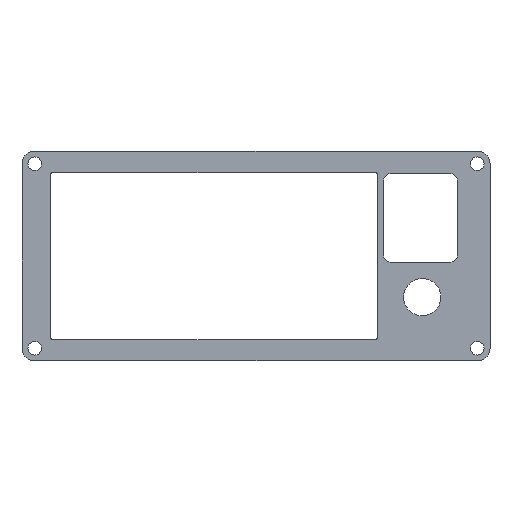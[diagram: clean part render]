
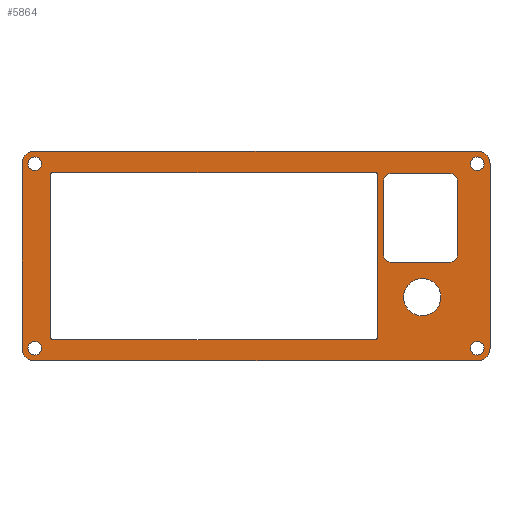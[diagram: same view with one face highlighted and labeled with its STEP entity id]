
A CAD part, top view. The second image highlights one B-rep face of the part: STEP entity #5864.
In plain terms, the highlighted planar face has unit normal (0, 0, 1).
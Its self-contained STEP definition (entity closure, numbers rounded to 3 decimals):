
#49=CIRCLE('',#6006,4.4);
#50=CIRCLE('',#6008,1.6);
#51=CIRCLE('',#6011,0.7);
#52=CIRCLE('',#6014,0.7);
#53=CIRCLE('',#6017,0.7);
#54=CIRCLE('',#6020,0.7);
#55=CIRCLE('',#6022,1.6);
#56=CIRCLE('',#6024,1.88);
#57=CIRCLE('',#6027,1.88);
#58=CIRCLE('',#6030,1.88);
#59=CIRCLE('',#6033,1.88);
#60=CIRCLE('',#6036,1.6);
#61=CIRCLE('',#6038,1.6);
#62=CIRCLE('',#6041,3.);
#63=CIRCLE('',#6044,3.);
#64=CIRCLE('',#6047,3.);
#65=CIRCLE('',#6050,3.);
#94=FACE_BOUND('',#1271,.T.);
#95=FACE_BOUND('',#1272,.T.);
#96=FACE_BOUND('',#1273,.T.);
#97=FACE_BOUND('',#1274,.T.);
#98=FACE_BOUND('',#1275,.T.);
#99=FACE_BOUND('',#1276,.T.);
#100=FACE_BOUND('',#1277,.T.);
#930=FACE_OUTER_BOUND('',#1270,.T.);
#1270=EDGE_LOOP('',(#5395,#5396,#5397,#5398,#5399,#5400,#5401,#5402));
#1271=EDGE_LOOP('',(#5403));
#1272=EDGE_LOOP('',(#5404));
#1273=EDGE_LOOP('',(#5405,#5406,#5407,#5408,#5409,#5410,#5411,#5412));
#1274=EDGE_LOOP('',(#5413));
#1275=EDGE_LOOP('',(#5414,#5415,#5416,#5417,#5418,#5419,#5420,#5421));
#1276=EDGE_LOOP('',(#5422));
#1277=EDGE_LOOP('',(#5423));
#1728=LINE('',#11481,#2215);
#1731=LINE('',#11489,#2218);
#1734=LINE('',#11497,#2221);
#1737=LINE('',#11505,#2224);
#1742=LINE('',#11521,#2229);
#1745=LINE('',#11529,#2232);
#1748=LINE('',#11537,#2235);
#1751=LINE('',#11544,#2238);
#1755=LINE('',#11557,#2242);
#1758=LINE('',#11565,#2245);
#1761=LINE('',#11573,#2248);
#1764=LINE('',#11581,#2251);
#2215=VECTOR('',#6764,10.);
#2218=VECTOR('',#6773,10.);
#2221=VECTOR('',#6782,10.);
#2224=VECTOR('',#6791,10.);
#2229=VECTOR('',#6810,10.);
#2232=VECTOR('',#6819,10.);
#2235=VECTOR('',#6828,10.);
#2238=VECTOR('',#6837,10.);
#2242=VECTOR('',#6851,10.);
#2245=VECTOR('',#6860,10.);
#2248=VECTOR('',#6869,10.);
#2251=VECTOR('',#6878,10.);
#2802=VERTEX_POINT('',#11470);
#2803=VERTEX_POINT('',#11474);
#2804=VERTEX_POINT('',#11478);
#2805=VERTEX_POINT('',#11480);
#2806=VERTEX_POINT('',#11484);
#2807=VERTEX_POINT('',#11488);
#2808=VERTEX_POINT('',#11492);
#2809=VERTEX_POINT('',#11496);
#2810=VERTEX_POINT('',#11500);
#2811=VERTEX_POINT('',#11504);
#2812=VERTEX_POINT('',#11510);
#2813=VERTEX_POINT('',#11514);
#2814=VERTEX_POINT('',#11516);
#2815=VERTEX_POINT('',#11520);
#2816=VERTEX_POINT('',#11524);
#2817=VERTEX_POINT('',#11528);
#2818=VERTEX_POINT('',#11532);
#2819=VERTEX_POINT('',#11536);
#2820=VERTEX_POINT('',#11540);
#2821=VERTEX_POINT('',#11546);
#2822=VERTEX_POINT('',#11550);
#2823=VERTEX_POINT('',#11554);
#2824=VERTEX_POINT('',#11556);
#2825=VERTEX_POINT('',#11560);
#2826=VERTEX_POINT('',#11564);
#2827=VERTEX_POINT('',#11568);
#2828=VERTEX_POINT('',#11572);
#2829=VERTEX_POINT('',#11576);
#2830=VERTEX_POINT('',#11580);
#3640=EDGE_CURVE('',#2802,#2802,#49,.T.);
#3642=EDGE_CURVE('',#2803,#2803,#50,.T.);
#3645=EDGE_CURVE('',#2805,#2804,#1728,.T.);
#3647=EDGE_CURVE('',#2806,#2805,#51,.T.);
#3649=EDGE_CURVE('',#2807,#2806,#1731,.T.);
#3651=EDGE_CURVE('',#2808,#2807,#52,.T.);
#3653=EDGE_CURVE('',#2809,#2808,#1734,.T.);
#3655=EDGE_CURVE('',#2810,#2809,#53,.T.);
#3657=EDGE_CURVE('',#2811,#2810,#1737,.T.);
#3659=EDGE_CURVE('',#2804,#2811,#54,.T.);
#3660=EDGE_CURVE('',#2812,#2812,#55,.T.);
#3663=EDGE_CURVE('',#2814,#2813,#56,.T.);
#3665=EDGE_CURVE('',#2815,#2814,#1742,.T.);
#3667=EDGE_CURVE('',#2816,#2815,#57,.T.);
#3669=EDGE_CURVE('',#2817,#2816,#1745,.T.);
#3671=EDGE_CURVE('',#2818,#2817,#58,.T.);
#3673=EDGE_CURVE('',#2819,#2818,#1748,.T.);
#3675=EDGE_CURVE('',#2820,#2819,#59,.T.);
#3677=EDGE_CURVE('',#2813,#2820,#1751,.T.);
#3678=EDGE_CURVE('',#2821,#2821,#60,.T.);
#3680=EDGE_CURVE('',#2822,#2822,#61,.T.);
#3683=EDGE_CURVE('',#2824,#2823,#1755,.T.);
#3685=EDGE_CURVE('',#2825,#2824,#62,.T.);
#3687=EDGE_CURVE('',#2826,#2825,#1758,.T.);
#3689=EDGE_CURVE('',#2827,#2826,#63,.T.);
#3691=EDGE_CURVE('',#2828,#2827,#1761,.T.);
#3693=EDGE_CURVE('',#2829,#2828,#64,.T.);
#3695=EDGE_CURVE('',#2830,#2829,#1764,.T.);
#3697=EDGE_CURVE('',#2823,#2830,#65,.T.);
#5395=ORIENTED_EDGE('',*,*,#3697,.T.);
#5396=ORIENTED_EDGE('',*,*,#3695,.T.);
#5397=ORIENTED_EDGE('',*,*,#3693,.T.);
#5398=ORIENTED_EDGE('',*,*,#3691,.T.);
#5399=ORIENTED_EDGE('',*,*,#3689,.T.);
#5400=ORIENTED_EDGE('',*,*,#3687,.T.);
#5401=ORIENTED_EDGE('',*,*,#3685,.T.);
#5402=ORIENTED_EDGE('',*,*,#3683,.T.);
#5403=ORIENTED_EDGE('',*,*,#3680,.T.);
#5404=ORIENTED_EDGE('',*,*,#3678,.T.);
#5405=ORIENTED_EDGE('',*,*,#3677,.T.);
#5406=ORIENTED_EDGE('',*,*,#3675,.T.);
#5407=ORIENTED_EDGE('',*,*,#3673,.T.);
#5408=ORIENTED_EDGE('',*,*,#3671,.T.);
#5409=ORIENTED_EDGE('',*,*,#3669,.T.);
#5410=ORIENTED_EDGE('',*,*,#3667,.T.);
#5411=ORIENTED_EDGE('',*,*,#3665,.T.);
#5412=ORIENTED_EDGE('',*,*,#3663,.T.);
#5413=ORIENTED_EDGE('',*,*,#3660,.T.);
#5414=ORIENTED_EDGE('',*,*,#3659,.T.);
#5415=ORIENTED_EDGE('',*,*,#3657,.T.);
#5416=ORIENTED_EDGE('',*,*,#3655,.T.);
#5417=ORIENTED_EDGE('',*,*,#3653,.T.);
#5418=ORIENTED_EDGE('',*,*,#3651,.T.);
#5419=ORIENTED_EDGE('',*,*,#3649,.T.);
#5420=ORIENTED_EDGE('',*,*,#3647,.T.);
#5421=ORIENTED_EDGE('',*,*,#3645,.T.);
#5422=ORIENTED_EDGE('',*,*,#3642,.T.);
#5423=ORIENTED_EDGE('',*,*,#3640,.T.);
#5552=PLANE('',#6051);
#5864=ADVANCED_FACE('',(#930,#94,#95,#96,#97,#98,#99,#100),#5552,.T.);
#6006=AXIS2_PLACEMENT_3D('',#11471,#6753,#6754);
#6008=AXIS2_PLACEMENT_3D('',#11475,#6758,#6759);
#6011=AXIS2_PLACEMENT_3D('',#11485,#6768,#6769);
#6014=AXIS2_PLACEMENT_3D('',#11493,#6777,#6778);
#6017=AXIS2_PLACEMENT_3D('',#11501,#6786,#6787);
#6020=AXIS2_PLACEMENT_3D('',#11508,#6795,#6796);
#6022=AXIS2_PLACEMENT_3D('',#11511,#6799,#6800);
#6024=AXIS2_PLACEMENT_3D('',#11517,#6805,#6806);
#6027=AXIS2_PLACEMENT_3D('',#11525,#6814,#6815);
#6030=AXIS2_PLACEMENT_3D('',#11533,#6823,#6824);
#6033=AXIS2_PLACEMENT_3D('',#11541,#6832,#6833);
#6036=AXIS2_PLACEMENT_3D('',#11547,#6840,#6841);
#6038=AXIS2_PLACEMENT_3D('',#11551,#6845,#6846);
#6041=AXIS2_PLACEMENT_3D('',#11561,#6855,#6856);
#6044=AXIS2_PLACEMENT_3D('',#11569,#6864,#6865);
#6047=AXIS2_PLACEMENT_3D('',#11577,#6873,#6874);
#6050=AXIS2_PLACEMENT_3D('',#11584,#6882,#6883);
#6051=AXIS2_PLACEMENT_3D('',#11585,#6884,#6885);
#6753=DIRECTION('center_axis',(0.,0.,-1.));
#6754=DIRECTION('ref_axis',(-1.,0.,0.));
#6758=DIRECTION('center_axis',(0.,0.,-1.));
#6759=DIRECTION('ref_axis',(-1.,0.,0.));
#6764=DIRECTION('',(0.,1.,0.));
#6768=DIRECTION('center_axis',(0.,0.,-1.));
#6769=DIRECTION('ref_axis',(-1.,0.,0.));
#6773=DIRECTION('',(-1.,0.,0.));
#6777=DIRECTION('center_axis',(0.,0.,-1.));
#6778=DIRECTION('ref_axis',(0.,-1.,0.));
#6782=DIRECTION('',(0.,-1.,0.));
#6786=DIRECTION('center_axis',(0.,0.,-1.));
#6787=DIRECTION('ref_axis',(1.,0.,0.));
#6791=DIRECTION('',(1.,0.,0.));
#6795=DIRECTION('center_axis',(0.,0.,-1.));
#6796=DIRECTION('ref_axis',(0.,1.,0.));
#6799=DIRECTION('center_axis',(0.,0.,-1.));
#6800=DIRECTION('ref_axis',(-1.,0.,0.));
#6805=DIRECTION('center_axis',(0.,0.,-1.));
#6806=DIRECTION('ref_axis',(0.,1.,0.));
#6810=DIRECTION('',(0.,1.,0.));
#6814=DIRECTION('center_axis',(0.,0.,-1.));
#6815=DIRECTION('ref_axis',(-1.,0.,0.));
#6819=DIRECTION('',(-1.,0.,0.));
#6823=DIRECTION('center_axis',(0.,0.,-1.));
#6824=DIRECTION('ref_axis',(0.,-1.,0.));
#6828=DIRECTION('',(0.,-1.,0.));
#6832=DIRECTION('center_axis',(0.,0.,-1.));
#6833=DIRECTION('ref_axis',(1.,0.,0.));
#6837=DIRECTION('',(1.,0.,0.));
#6840=DIRECTION('center_axis',(0.,0.,-1.));
#6841=DIRECTION('ref_axis',(-1.,0.,0.));
#6845=DIRECTION('center_axis',(0.,0.,-1.));
#6846=DIRECTION('ref_axis',(-1.,0.,0.));
#6851=DIRECTION('',(-1.,0.,0.));
#6855=DIRECTION('center_axis',(0.,0.,1.));
#6856=DIRECTION('ref_axis',(1.,0.,0.));
#6860=DIRECTION('',(0.,1.,0.));
#6864=DIRECTION('center_axis',(0.,0.,1.));
#6865=DIRECTION('ref_axis',(0.,-1.,0.));
#6869=DIRECTION('',(1.,0.,0.));
#6873=DIRECTION('center_axis',(0.,0.,1.));
#6874=DIRECTION('ref_axis',(-1.,0.,0.));
#6878=DIRECTION('',(0.,-1.,0.));
#6882=DIRECTION('center_axis',(0.,0.,1.));
#6883=DIRECTION('ref_axis',(0.,1.,0.));
#6884=DIRECTION('center_axis',(0.,0.,1.));
#6885=DIRECTION('ref_axis',(-1.,0.,0.));
#11470=CARTESIAN_POINT('',(193.676,-79.23,13.));
#11471=CARTESIAN_POINT('Origin',(189.276,-79.23,13.));
#11474=CARTESIAN_POINT('',(203.9,-47.7,13.));
#11475=CARTESIAN_POINT('Origin',(202.3,-47.7,13.));
#11478=CARTESIAN_POINT('',(101.321,-50.521,13.));
#11480=CARTESIAN_POINT('',(101.321,-88.552,13.));
#11481=CARTESIAN_POINT('',(101.321,-88.552,13.));
#11484=CARTESIAN_POINT('',(102.021,-89.252,13.));
#11485=CARTESIAN_POINT('Origin',(102.021,-88.552,13.));
#11488=CARTESIAN_POINT('',(178.129,-89.252,13.));
#11489=CARTESIAN_POINT('',(178.129,-89.252,13.));
#11492=CARTESIAN_POINT('',(178.829,-88.552,13.));
#11493=CARTESIAN_POINT('Origin',(178.129,-88.552,13.));
#11496=CARTESIAN_POINT('',(178.829,-50.521,13.));
#11497=CARTESIAN_POINT('',(178.829,-50.521,13.));
#11500=CARTESIAN_POINT('',(178.129,-49.821,13.));
#11501=CARTESIAN_POINT('Origin',(178.129,-50.521,13.));
#11504=CARTESIAN_POINT('',(102.021,-49.821,13.));
#11505=CARTESIAN_POINT('',(102.021,-49.821,13.));
#11508=CARTESIAN_POINT('Origin',(102.021,-50.521,13.));
#11510=CARTESIAN_POINT('',(99.3,-91.3,13.));
#11511=CARTESIAN_POINT('Origin',(97.7,-91.3,13.));
#11514=CARTESIAN_POINT('',(182.,-50.,13.));
#11516=CARTESIAN_POINT('',(180.12,-51.88,13.));
#11517=CARTESIAN_POINT('Origin',(182.,-51.88,13.));
#11520=CARTESIAN_POINT('',(180.12,-69.12,13.));
#11521=CARTESIAN_POINT('',(180.12,-51.88,13.));
#11524=CARTESIAN_POINT('',(182.,-71.,13.));
#11525=CARTESIAN_POINT('Origin',(182.,-69.12,13.));
#11528=CARTESIAN_POINT('',(195.74,-71.,13.));
#11529=CARTESIAN_POINT('',(182.,-71.,13.));
#11532=CARTESIAN_POINT('',(197.62,-69.12,13.));
#11533=CARTESIAN_POINT('Origin',(195.74,-69.12,13.));
#11536=CARTESIAN_POINT('',(197.62,-51.88,13.));
#11537=CARTESIAN_POINT('',(197.62,-51.88,13.));
#11540=CARTESIAN_POINT('',(195.74,-50.,13.));
#11541=CARTESIAN_POINT('Origin',(195.74,-51.88,13.));
#11544=CARTESIAN_POINT('',(195.74,-50.,13.));
#11546=CARTESIAN_POINT('',(203.9,-91.3,13.));
#11547=CARTESIAN_POINT('Origin',(202.3,-91.3,13.));
#11550=CARTESIAN_POINT('',(99.3,-47.7,13.));
#11551=CARTESIAN_POINT('Origin',(97.7,-47.7,13.));
#11554=CARTESIAN_POINT('',(97.7,-44.7,13.));
#11556=CARTESIAN_POINT('',(202.3,-44.7,13.));
#11557=CARTESIAN_POINT('',(202.3,-44.7,13.));
#11560=CARTESIAN_POINT('',(205.3,-47.7,13.));
#11561=CARTESIAN_POINT('Origin',(202.3,-47.7,13.));
#11564=CARTESIAN_POINT('',(205.3,-91.3,13.));
#11565=CARTESIAN_POINT('',(205.3,-91.3,13.));
#11568=CARTESIAN_POINT('',(202.3,-94.3,13.));
#11569=CARTESIAN_POINT('Origin',(202.3,-91.3,13.));
#11572=CARTESIAN_POINT('',(97.7,-94.3,13.));
#11573=CARTESIAN_POINT('',(97.7,-94.3,13.));
#11576=CARTESIAN_POINT('',(94.7,-91.3,13.));
#11577=CARTESIAN_POINT('Origin',(97.7,-91.3,13.));
#11580=CARTESIAN_POINT('',(94.7,-47.7,13.));
#11581=CARTESIAN_POINT('',(94.7,-47.7,13.));
#11584=CARTESIAN_POINT('Origin',(97.7,-47.7,13.));
#11585=CARTESIAN_POINT('Origin',(150.,-69.5,13.));
